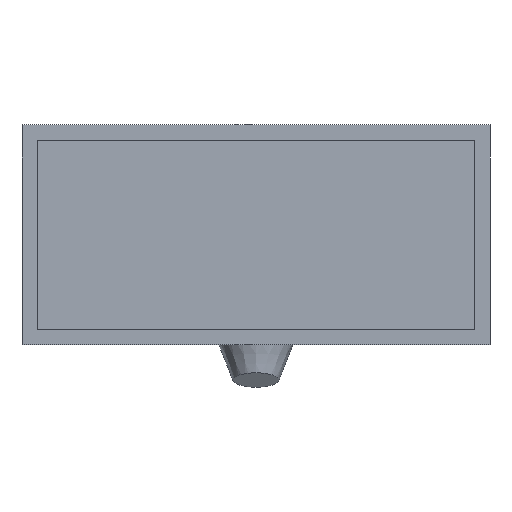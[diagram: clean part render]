
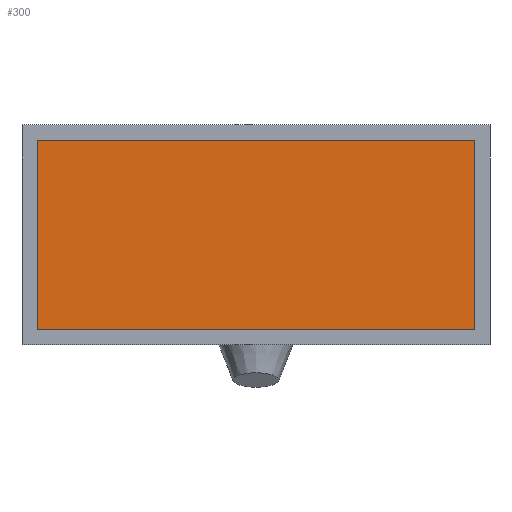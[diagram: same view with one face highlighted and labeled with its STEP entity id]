
A CAD part, front view. The second image highlights one B-rep face of the part: STEP entity #300.
In plain terms, the highlighted planar face has unit normal (0, -1, 0).
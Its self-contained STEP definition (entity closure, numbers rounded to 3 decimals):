
#65=ORIENTED_EDGE('',*,*,#116,.T.);
#66=ORIENTED_EDGE('',*,*,#119,.T.);
#67=ORIENTED_EDGE('',*,*,#121,.T.);
#68=ORIENTED_EDGE('',*,*,#122,.T.);
#116=EDGE_CURVE('',#151,#150,#180,.T.);
#119=EDGE_CURVE('',#150,#152,#183,.T.);
#121=EDGE_CURVE('',#152,#153,#185,.T.);
#122=EDGE_CURVE('',#153,#151,#186,.T.);
#150=VERTEX_POINT('',#463);
#151=VERTEX_POINT('',#465);
#152=VERTEX_POINT('',#469);
#153=VERTEX_POINT('',#473);
#180=LINE('',#464,#216);
#183=LINE('',#470,#219);
#185=LINE('',#474,#221);
#186=LINE('',#476,#222);
#216=VECTOR('',#379,1000.);
#219=VECTOR('',#384,1000.);
#221=VECTOR('',#388,1000.);
#222=VECTOR('',#391,1000.);
#244=EDGE_LOOP('',(#65,#66,#67,#68));
#265=FACE_BOUND('',#244,.T.);
#283=PLANE('',#332);
#300=ADVANCED_FACE('',(#265),#283,.T.);
#332=AXIS2_PLACEMENT_3D('',#477,#392,#393);
#379=DIRECTION('',(0.,0.,-1.));
#384=DIRECTION('',(1.,0.,0.));
#388=DIRECTION('',(0.,0.,1.));
#391=DIRECTION('',(-1.,0.,0.));
#392=DIRECTION('',(0.,-1.,0.));
#393=DIRECTION('',(0.,0.,-1.));
#463=CARTESIAN_POINT('',(-115.5,1.,-50.));
#464=CARTESIAN_POINT('',(-115.5,1.,50.));
#465=CARTESIAN_POINT('',(-115.5,1.,50.));
#469=CARTESIAN_POINT('',(115.5,1.,-50.));
#470=CARTESIAN_POINT('',(-115.5,1.,-50.));
#473=CARTESIAN_POINT('',(115.5,1.,50.));
#474=CARTESIAN_POINT('',(115.5,1.,-50.));
#476=CARTESIAN_POINT('',(115.5,1.,50.));
#477=CARTESIAN_POINT('',(0.,1.,0.));
